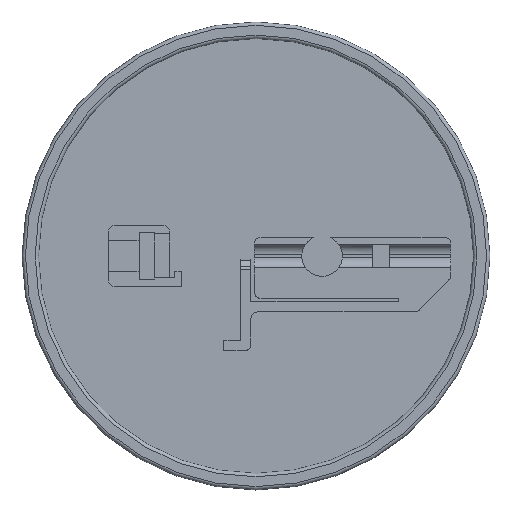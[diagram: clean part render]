
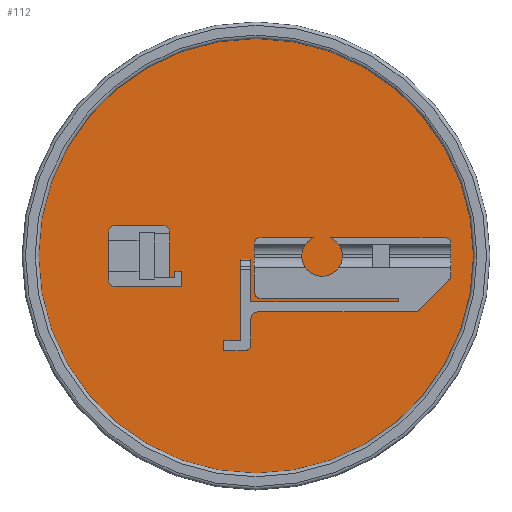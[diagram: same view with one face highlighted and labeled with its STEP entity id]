
A CAD part, top view. The second image highlights one B-rep face of the part: STEP entity #112.
In plain terms, the highlighted planar face has unit normal (0, 0, 1).
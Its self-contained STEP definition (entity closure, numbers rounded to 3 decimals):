
#41=FACE_BOUND('',#323,.T.);
#42=FACE_BOUND('',#324,.T.);
#43=FACE_BOUND('',#325,.T.);
#112=ADVANCED_FACE('',(#41,#42,#43),#191,.F.);
#191=PLANE('',#1625);
#323=EDGE_LOOP('',(#597,#598,#599,#600,#601,#602,#603,#604,#605,#606,#607,
#608,#609,#610));
#324=EDGE_LOOP('',(#611));
#325=EDGE_LOOP('',(#612,#613,#614,#615,#616,#617,#618,#619,#620,#621,#622));
#411=CIRCLE('',#1615,6.);
#412=CIRCLE('',#1616,2.);
#413=CIRCLE('',#1617,2.);
#414=CIRCLE('',#1618,2.);
#415=CIRCLE('',#1619,2.);
#416=CIRCLE('',#1620,2.);
#417=CIRCLE('',#1621,65.8);
#418=CIRCLE('',#1622,2.);
#419=CIRCLE('',#1623,2.);
#420=CIRCLE('',#1624,2.);
#597=ORIENTED_EDGE('',*,*,#1043,.T.);
#598=ORIENTED_EDGE('',*,*,#1148,.T.);
#599=ORIENTED_EDGE('',*,*,#1149,.T.);
#600=ORIENTED_EDGE('',*,*,#1150,.T.);
#601=ORIENTED_EDGE('',*,*,#1137,.T.);
#602=ORIENTED_EDGE('',*,*,#1151,.T.);
#603=ORIENTED_EDGE('',*,*,#1152,.T.);
#604=ORIENTED_EDGE('',*,*,#1153,.T.);
#605=ORIENTED_EDGE('',*,*,#1154,.T.);
#606=ORIENTED_EDGE('',*,*,#1155,.T.);
#607=ORIENTED_EDGE('',*,*,#1156,.T.);
#608=ORIENTED_EDGE('',*,*,#1157,.T.);
#609=ORIENTED_EDGE('',*,*,#1133,.T.);
#610=ORIENTED_EDGE('',*,*,#1158,.T.);
#611=ORIENTED_EDGE('',*,*,#1159,.T.);
#612=ORIENTED_EDGE('',*,*,#1083,.F.);
#613=ORIENTED_EDGE('',*,*,#1080,.F.);
#614=ORIENTED_EDGE('',*,*,#1077,.F.);
#615=ORIENTED_EDGE('',*,*,#1074,.F.);
#616=ORIENTED_EDGE('',*,*,#1090,.T.);
#617=ORIENTED_EDGE('',*,*,#1160,.T.);
#618=ORIENTED_EDGE('',*,*,#1161,.T.);
#619=ORIENTED_EDGE('',*,*,#1162,.T.);
#620=ORIENTED_EDGE('',*,*,#1163,.T.);
#621=ORIENTED_EDGE('',*,*,#1164,.T.);
#622=ORIENTED_EDGE('',*,*,#1098,.T.);
#895=VERTEX_POINT('',#2177);
#897=VERTEX_POINT('',#2180);
#921=VERTEX_POINT('',#2272);
#923=VERTEX_POINT('',#2275);
#925=VERTEX_POINT('',#2281);
#927=VERTEX_POINT('',#2287);
#929=VERTEX_POINT('',#2293);
#934=VERTEX_POINT('',#2305);
#941=VERTEX_POINT('',#2323);
#967=VERTEX_POINT('',#2392);
#968=VERTEX_POINT('',#2393);
#969=VERTEX_POINT('',#2399);
#970=VERTEX_POINT('',#2400);
#977=VERTEX_POINT('',#2421);
#978=VERTEX_POINT('',#2423);
#979=VERTEX_POINT('',#2426);
#980=VERTEX_POINT('',#2428);
#981=VERTEX_POINT('',#2430);
#982=VERTEX_POINT('',#2432);
#983=VERTEX_POINT('',#2434);
#984=VERTEX_POINT('',#2436);
#985=VERTEX_POINT('',#2440);
#986=VERTEX_POINT('',#2442);
#987=VERTEX_POINT('',#2444);
#988=VERTEX_POINT('',#2446);
#989=VERTEX_POINT('',#2448);
#1043=EDGE_CURVE('',#897,#895,#1253,.T.);
#1074=EDGE_CURVE('',#921,#923,#1275,.T.);
#1077=EDGE_CURVE('',#923,#925,#1278,.T.);
#1080=EDGE_CURVE('',#925,#927,#1281,.T.);
#1083=EDGE_CURVE('',#927,#929,#1284,.T.);
#1090=EDGE_CURVE('',#921,#934,#1291,.T.);
#1098=EDGE_CURVE('',#941,#929,#1298,.T.);
#1133=EDGE_CURVE('',#967,#968,#1328,.T.);
#1137=EDGE_CURVE('',#969,#970,#1331,.T.);
#1148=EDGE_CURVE('',#895,#977,#411,.T.);
#1149=EDGE_CURVE('',#977,#978,#1338,.T.);
#1150=EDGE_CURVE('',#978,#969,#412,.T.);
#1151=EDGE_CURVE('',#970,#979,#413,.T.);
#1152=EDGE_CURVE('',#979,#980,#1339,.T.);
#1153=EDGE_CURVE('',#980,#981,#414,.T.);
#1154=EDGE_CURVE('',#981,#982,#1340,.T.);
#1155=EDGE_CURVE('',#982,#983,#1341,.T.);
#1156=EDGE_CURVE('',#983,#984,#1342,.T.);
#1157=EDGE_CURVE('',#984,#967,#415,.T.);
#1158=EDGE_CURVE('',#968,#897,#416,.T.);
#1159=EDGE_CURVE('',#985,#985,#417,.T.);
#1160=EDGE_CURVE('',#934,#986,#418,.T.);
#1161=EDGE_CURVE('',#986,#987,#1343,.T.);
#1162=EDGE_CURVE('',#987,#988,#419,.T.);
#1163=EDGE_CURVE('',#988,#989,#1344,.T.);
#1164=EDGE_CURVE('',#989,#941,#420,.T.);
#1253=LINE('',#2179,#1417);
#1275=LINE('',#2274,#1439);
#1278=LINE('',#2280,#1442);
#1281=LINE('',#2286,#1445);
#1284=LINE('',#2292,#1448);
#1291=LINE('',#2306,#1455);
#1298=LINE('',#2322,#1462);
#1328=LINE('',#2391,#1492);
#1331=LINE('',#2398,#1495);
#1338=LINE('',#2422,#1502);
#1339=LINE('',#2427,#1503);
#1340=LINE('',#2431,#1504);
#1341=LINE('',#2433,#1505);
#1342=LINE('',#2435,#1506);
#1343=LINE('',#2443,#1507);
#1344=LINE('',#2447,#1508);
#1417=VECTOR('',#1733,1.);
#1439=VECTOR('',#1785,1.);
#1442=VECTOR('',#1790,1.);
#1445=VECTOR('',#1795,1.);
#1448=VECTOR('',#1800,1.);
#1455=VECTOR('',#1809,1.);
#1462=VECTOR('',#1822,1.);
#1492=VECTOR('',#1878,1.);
#1495=VECTOR('',#1885,1.);
#1502=VECTOR('',#1908,1.);
#1503=VECTOR('',#1913,1.);
#1504=VECTOR('',#1916,1.);
#1505=VECTOR('',#1917,1.);
#1506=VECTOR('',#1918,1.);
#1507=VECTOR('',#1927,1.);
#1508=VECTOR('',#1930,1.);
#1615=AXIS2_PLACEMENT_3D('',#2420,#1906,#1907);
#1616=AXIS2_PLACEMENT_3D('',#2424,#1909,#1910);
#1617=AXIS2_PLACEMENT_3D('',#2425,#1911,#1912);
#1618=AXIS2_PLACEMENT_3D('',#2429,#1914,#1915);
#1619=AXIS2_PLACEMENT_3D('',#2437,#1919,#1920);
#1620=AXIS2_PLACEMENT_3D('',#2438,#1921,#1922);
#1621=AXIS2_PLACEMENT_3D('',#2439,#1923,#1924);
#1622=AXIS2_PLACEMENT_3D('',#2441,#1925,#1926);
#1623=AXIS2_PLACEMENT_3D('',#2445,#1928,#1929);
#1624=AXIS2_PLACEMENT_3D('',#2449,#1931,#1932);
#1625=AXIS2_PLACEMENT_3D('',#2450,#1933,#1934);
#1733=DIRECTION('',(1.,0.,0.));
#1785=DIRECTION('',(0.,1.,0.));
#1790=DIRECTION('',(-1.,0.,0.));
#1795=DIRECTION('',(0.,-1.,0.));
#1800=DIRECTION('',(-1.,0.,0.));
#1809=DIRECTION('',(-1.,0.,0.));
#1822=DIRECTION('',(0.,-1.,0.));
#1878=DIRECTION('',(0.,1.,0.));
#1885=DIRECTION('',(0.,-1.,0.));
#1906=DIRECTION('',(0.,0.,1.));
#1907=DIRECTION('',(-1.,0.,0.));
#1908=DIRECTION('',(1.,0.,0.));
#1909=DIRECTION('',(0.,0.,-1.));
#1910=DIRECTION('',(-1.,0.,0.));
#1911=DIRECTION('',(0.,0.,-1.));
#1912=DIRECTION('',(-1.,0.,0.));
#1913=DIRECTION('',(-0.707,-0.707,0.));
#1914=DIRECTION('',(0.,0.,-1.));
#1915=DIRECTION('',(-1.,0.,0.));
#1916=DIRECTION('',(-1.,0.,0.));
#1917=DIRECTION('',(0.,1.,0.));
#1918=DIRECTION('',(-1.,0.,0.));
#1919=DIRECTION('',(0.,0.,-1.));
#1920=DIRECTION('',(-1.,0.,0.));
#1921=DIRECTION('',(0.,0.,-1.));
#1922=DIRECTION('',(-1.,0.,0.));
#1923=DIRECTION('',(0.,0.,1.));
#1924=DIRECTION('',(-1.,0.,0.));
#1925=DIRECTION('',(0.,0.,-1.));
#1926=DIRECTION('',(-1.,0.,0.));
#1927=DIRECTION('',(0.,1.,0.));
#1928=DIRECTION('',(0.,0.,-1.));
#1929=DIRECTION('',(-1.,0.,0.));
#1930=DIRECTION('',(1.,0.,0.));
#1931=DIRECTION('',(0.,0.,-1.));
#1932=DIRECTION('',(-1.,0.,0.));
#1933=DIRECTION('',(0.,0.,-1.));
#1934=DIRECTION('',(-1.,0.,0.));
#2177=CARTESIAN_POINT('',(17.102,5.5,1.5));
#2179=CARTESIAN_POINT('',(-0.5,5.5,1.5));
#2180=CARTESIAN_POINT('',(1.5,5.5,1.5));
#2272=CARTESIAN_POINT('',(-22.,-9.,1.5));
#2274=CARTESIAN_POINT('',(-22.,-9.,1.5));
#2275=CARTESIAN_POINT('',(-22.,-4.65,1.5));
#2280=CARTESIAN_POINT('',(-22.,-4.65,1.5));
#2281=CARTESIAN_POINT('',(-24.,-4.65,1.5));
#2286=CARTESIAN_POINT('',(-24.,-4.65,1.5));
#2287=CARTESIAN_POINT('',(-24.,-6.5,1.5));
#2292=CARTESIAN_POINT('',(-24.,-6.5,1.5));
#2293=CARTESIAN_POINT('',(-25.5,-6.5,1.5));
#2305=CARTESIAN_POINT('',(-41.5,-9.,1.5));
#2306=CARTESIAN_POINT('',(-27.5,-9.,1.5));
#2322=CARTESIAN_POINT('',(-25.5,9.,1.5));
#2323=CARTESIAN_POINT('',(-25.5,7.,1.5));
#2391=CARTESIAN_POINT('',(-0.5,-12.5,1.5));
#2392=CARTESIAN_POINT('',(-0.5,-10.5,1.5));
#2393=CARTESIAN_POINT('',(-0.5,3.5,1.5));
#2398=CARTESIAN_POINT('',(57.5,5.5,1.5));
#2399=CARTESIAN_POINT('',(57.5,3.5,1.5));
#2400=CARTESIAN_POINT('',(57.5,-5.672,1.5));
#2420=CARTESIAN_POINT('',(19.5,0.,1.5));
#2421=CARTESIAN_POINT('',(21.898,5.5,1.5));
#2422=CARTESIAN_POINT('',(-0.5,5.5,1.5));
#2423=CARTESIAN_POINT('',(55.5,5.5,1.5));
#2424=CARTESIAN_POINT('',(55.5,3.5,1.5));
#2425=CARTESIAN_POINT('',(55.5,-5.672,1.5));
#2426=CARTESIAN_POINT('',(56.914,-7.086,1.5));
#2427=CARTESIAN_POINT('',(57.5,-6.5,1.5));
#2428=CARTESIAN_POINT('',(48.086,-15.914,1.5));
#2429=CARTESIAN_POINT('',(46.672,-14.5,1.5));
#2430=CARTESIAN_POINT('',(46.672,-16.5,1.5));
#2431=CARTESIAN_POINT('',(47.5,-16.5,1.5));
#2432=CARTESIAN_POINT('',(42.,-16.5,1.5));
#2433=CARTESIAN_POINT('',(42.,-13.5,1.5));
#2434=CARTESIAN_POINT('',(42.,-12.5,1.5));
#2435=CARTESIAN_POINT('',(42.,-12.5,1.5));
#2436=CARTESIAN_POINT('',(1.5,-12.5,1.5));
#2437=CARTESIAN_POINT('',(1.5,-10.5,1.5));
#2438=CARTESIAN_POINT('',(1.5,3.5,1.5));
#2439=CARTESIAN_POINT('',(0.,0.,1.5));
#2440=CARTESIAN_POINT('',(-65.8,0.,1.5));
#2441=CARTESIAN_POINT('',(-41.5,-7.,1.5));
#2442=CARTESIAN_POINT('',(-43.5,-7.,1.5));
#2443=CARTESIAN_POINT('',(-43.5,-9.,1.5));
#2444=CARTESIAN_POINT('',(-43.5,7.,1.5));
#2445=CARTESIAN_POINT('',(-41.5,7.,1.5));
#2446=CARTESIAN_POINT('',(-41.5,9.,1.5));
#2447=CARTESIAN_POINT('',(-43.5,9.,1.5));
#2448=CARTESIAN_POINT('',(-27.5,9.,1.5));
#2449=CARTESIAN_POINT('',(-27.5,7.,1.5));
#2450=CARTESIAN_POINT('',(0.,0.,1.5));
